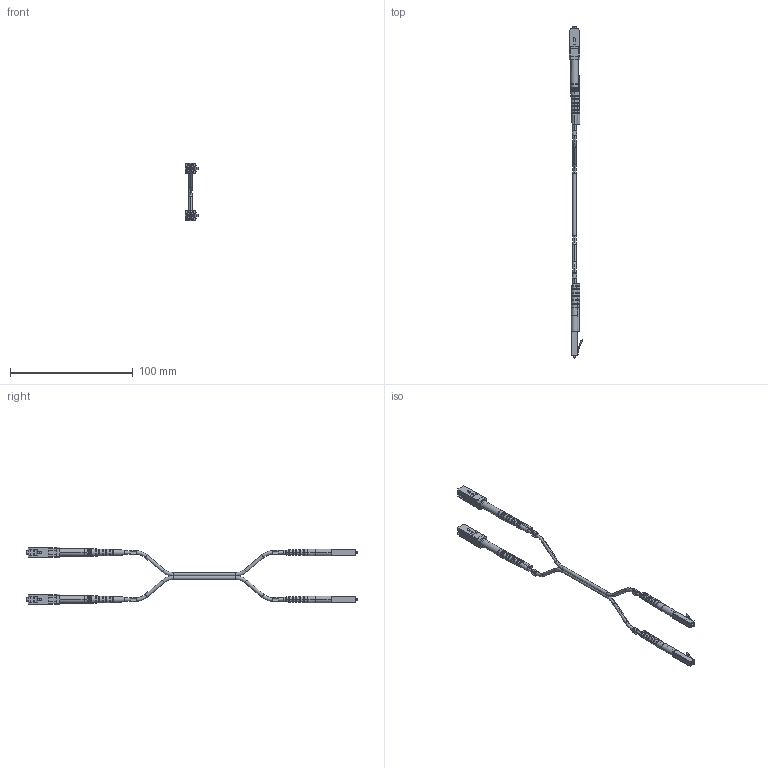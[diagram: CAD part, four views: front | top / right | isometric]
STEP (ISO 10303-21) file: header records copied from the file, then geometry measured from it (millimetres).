
FILE_DESCRIPTION (( 'STEP AP203' ), '1' );
FILE_NAME ('FODBIFLC-FSC.STEP', '2011-04-25T18:51:33', ( 'x' ), ( 'Microsoft' ), 'SwSTEP 2.0', 'SolidWorks 2010', '' );
FILE_SCHEMA (( 'CONFIG_CONTROL_DESIGN' ));
Length unit declared in the file: inch
Products named in the file (12): LBL-C3P-B; FOC-101BA MA4; FOC-101BA MA1; FLEX LC-CONN; FODBIFLC-FSC; 1AL06-002; LBL-C3P-A; SC FLEX BOOT; FOC-101BA_Without boot; FOC-101BA MA2; CONN-LC3-240-3-MA1; 1AF02-025-MA2
Assembly tree (16 placements, depth 3):
  FODBIFLC-FSC
    LBL-C3P-A  x2
    FLEX LC-CONN  x2
      CONN-LC3-240-3-MA1
      1AF02-025-MA2
    SC FLEX BOOT  x2
    FOC-101BA_Without boot  x2
      FOC-101BA MA2
      FOC-101BA MA4
      FOC-101BA MA1
    1AL06-002
    LBL-C3P-B  x2
Bounding box: 11.39 x 270.72 x 47.19 mm (x, y, z)
Volume: 7549.7 mm3; surface area: 16013.3 mm2
Topology: 17 solids, 17 shells, 1057 faces, 3139 edges, 2040 vertices
Faces by surface type: plane 748, cylinder 137, cone 122, torus 24, bspline 18, sphere 8
Entity records: 21210 total; most frequent: CARTESIAN_POINT 5034, ORIENTED_EDGE 3210, DIRECTION 3021, EDGE_CURVE 1605, AXIS2_PLACEMENT_3D 1063, VERTEX_POINT 1041, VECTOR 895, LINE 895
